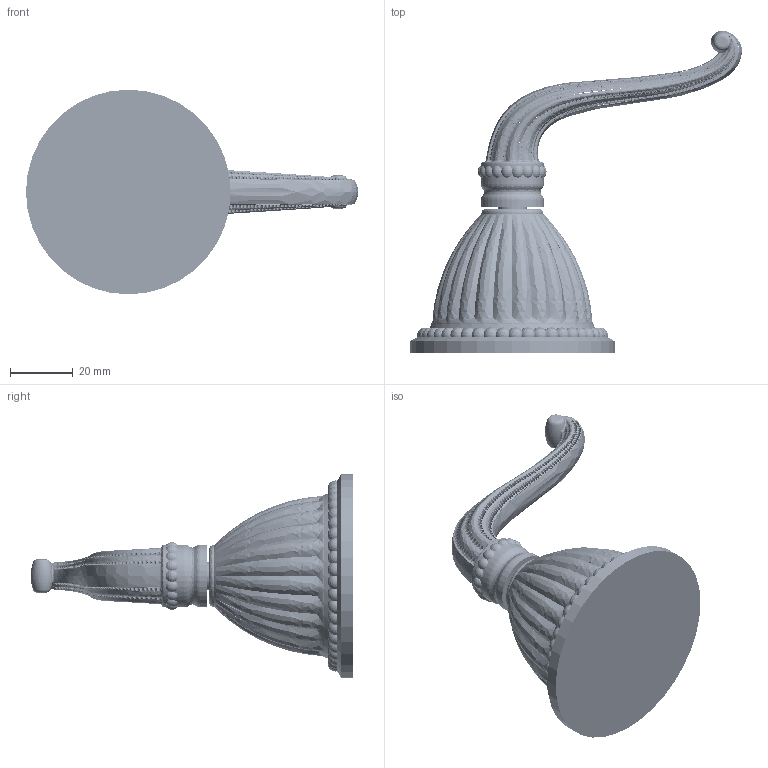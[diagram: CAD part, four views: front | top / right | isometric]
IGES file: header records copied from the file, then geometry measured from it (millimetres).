
Start section:  PTC IGES file: 3-248.igs
Global section: file name: 3-248.igs; native system: Creo Parametric by PTC Inc.; preprocessor: 2023134; author: rsmith; organization: Unknown; date: 20240731.170248; units: inch
Bounding box: 105.87 x 102.93 x 65.28 mm (x, y, z)
Surface area: 20068.4 mm2 (no closed solid volume)
Topology: 0 solids, 0 shells, 3109 faces, 18035 edges, 17940 vertices
Faces by surface type: bspline 1863, revolution 1246
